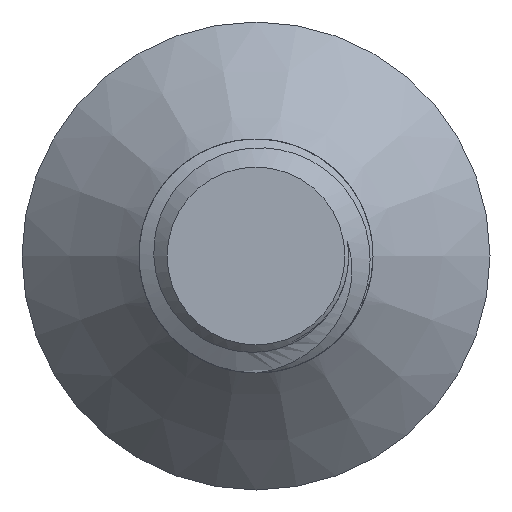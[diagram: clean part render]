
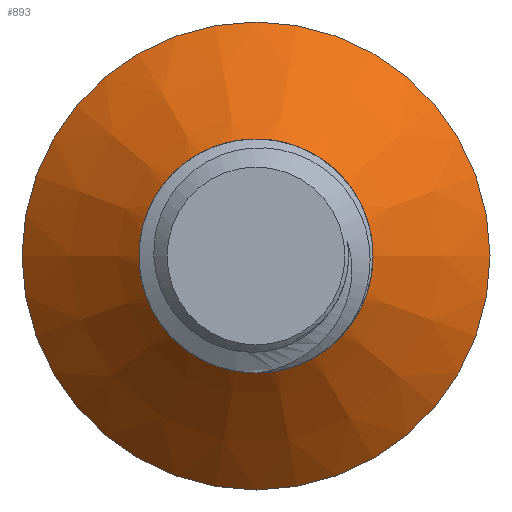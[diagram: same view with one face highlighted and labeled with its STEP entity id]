
A CAD part, left-side view. The second image highlights one B-rep face of the part: STEP entity #893.
In plain terms, the highlighted conical face has half-angle 45 degrees and reference radius 2.5 mm.
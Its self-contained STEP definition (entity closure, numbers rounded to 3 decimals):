
#38=CONICAL_SURFACE('',#964,2.5,0.785);
#77=FACE_OUTER_BOUND('',#130,.T.);
#130=EDGE_LOOP('',(#679,#680,#681,#682,#683,#684,#685,#686));
#152=CIRCLE('',#930,2.5);
#155=CIRCLE('',#965,5.);
#156=CIRCLE('',#966,1.98);
#227=B_SPLINE_CURVE_WITH_KNOTS('',3,(#3518,#3519,#3520,#3521,#3522,#3523,
#3524,#3525,#3526,#3527,#3528,#3529,#3530,#3531,#3532,#3533),
 .UNSPECIFIED.,.F.,.F.,(4,2,2,2,2,2,2,4),(1.168,1.282,
1.479,1.697,1.939,2.207,2.412,
2.573),.UNSPECIFIED.);
#228=B_SPLINE_CURVE_WITH_KNOTS('',3,(#3535,#3536,#3537,#3538,#3539,#3540,
#3541,#3542,#3543,#3544,#3545,#3546,#3547,#3548),.UNSPECIFIED.,.F.,.F.,
(4,2,2,2,2,2,4),(0.,0.034,0.058,0.103,
0.166,0.213,0.261),.UNSPECIFIED.);
#229=B_SPLINE_CURVE_WITH_KNOTS('',3,(#3551,#3552,#3553,#3554,#3555,#3556,
#3557,#3558,#3559,#3560,#3561,#3562,#3563,#3564,#3565,#3566,#3567,#3568,
#3569,#3570,#3571,#3572,#3573,#3574,#3575,#3576),.UNSPECIFIED.,.F.,.F.,
(4,2,2,2,2,2,2,2,2,2,2,2,4),(0.,0.046,0.09,
0.167,0.254,0.342,0.443,
0.548,0.668,0.8,0.945,
1.105,1.168),.UNSPECIFIED.);
#268=LINE('',#3517,#314);
#314=VECTOR('',#1103,2.5);
#331=VERTEX_POINT('',#1180);
#332=VERTEX_POINT('',#1215);
#397=VERTEX_POINT('',#3514);
#398=VERTEX_POINT('',#3516);
#399=VERTEX_POINT('',#3534);
#400=VERTEX_POINT('',#3549);
#418=EDGE_CURVE('',#332,#331,#152,.T.);
#513=EDGE_CURVE('',#397,#397,#155,.T.);
#514=EDGE_CURVE('',#397,#398,#268,.T.);
#515=EDGE_CURVE('',#398,#332,#227,.T.);
#516=EDGE_CURVE('',#331,#399,#228,.T.);
#517=EDGE_CURVE('',#399,#400,#156,.T.);
#518=EDGE_CURVE('',#400,#398,#229,.T.);
#679=ORIENTED_EDGE('',*,*,#513,.F.);
#680=ORIENTED_EDGE('',*,*,#514,.T.);
#681=ORIENTED_EDGE('',*,*,#515,.T.);
#682=ORIENTED_EDGE('',*,*,#418,.T.);
#683=ORIENTED_EDGE('',*,*,#516,.T.);
#684=ORIENTED_EDGE('',*,*,#517,.T.);
#685=ORIENTED_EDGE('',*,*,#518,.T.);
#686=ORIENTED_EDGE('',*,*,#514,.F.);
#893=ADVANCED_FACE('',(#77),#38,.T.);
#930=AXIS2_PLACEMENT_3D('',#1216,#1001,#1002);
#964=AXIS2_PLACEMENT_3D('',#3513,#1099,#1100);
#965=AXIS2_PLACEMENT_3D('',#3515,#1101,#1102);
#966=AXIS2_PLACEMENT_3D('',#3550,#1104,#1105);
#1001=DIRECTION('center_axis',(0.,0.,1.));
#1002=DIRECTION('ref_axis',(0.,-1.,0.));
#1099=DIRECTION('center_axis',(0.,0.,1.));
#1100=DIRECTION('ref_axis',(0.,-1.,0.));
#1101=DIRECTION('center_axis',(0.,0.,1.));
#1102=DIRECTION('ref_axis',(0.,-1.,0.));
#1103=DIRECTION('',(0.,-0.707,-0.707));
#1104=DIRECTION('center_axis',(0.,0.,1.));
#1105=DIRECTION('ref_axis',(1.,0.,0.));
#1180=CARTESIAN_POINT('',(0.,-2.5,-2.8));
#1215=CARTESIAN_POINT('',(-1.768,-1.768,-2.8));
#1216=CARTESIAN_POINT('Origin',(0.,0.,-2.8));
#3513=CARTESIAN_POINT('Origin',(0.,0.,-2.8));
#3514=CARTESIAN_POINT('',(0.,5.,-0.3));
#3515=CARTESIAN_POINT('Origin',(0.,0.,-0.3));
#3516=CARTESIAN_POINT('',(0.,2.31,-2.99));
#3517=CARTESIAN_POINT('',(0.,2.5,-2.8));
#3518=CARTESIAN_POINT('Ctrl Pts',(0.,2.31,
-2.99));
#3519=CARTESIAN_POINT('Ctrl Pts',(-0.199,2.316,-2.984));
#3520=CARTESIAN_POINT('Ctrl Pts',(-0.388,2.297,-2.977));
#3521=CARTESIAN_POINT('Ctrl Pts',(-0.86,2.197,-2.96));
#3522=CARTESIAN_POINT('Ctrl Pts',(-1.144,2.076,-2.949));
#3523=CARTESIAN_POINT('Ctrl Pts',(-1.676,1.713,-2.927));
#3524=CARTESIAN_POINT('Ctrl Pts',(-1.89,1.478,-2.917));
#3525=CARTESIAN_POINT('Ctrl Pts',(-2.217,0.979,-2.897));
#3526=CARTESIAN_POINT('Ctrl Pts',(-2.336,0.686,-2.886));
#3527=CARTESIAN_POINT('Ctrl Pts',(-2.46,0.035,
-2.864));
#3528=CARTESIAN_POINT('Ctrl Pts',(-2.446,-0.29,
-2.854));
#3529=CARTESIAN_POINT('Ctrl Pts',(-2.342,-0.793,-2.837));
#3530=CARTESIAN_POINT('Ctrl Pts',(-2.268,-1.004,-2.83));
#3531=CARTESIAN_POINT('Ctrl Pts',(-2.088,-1.356,-2.817));
#3532=CARTESIAN_POINT('Ctrl Pts',(-1.966,-1.557,-2.809));
#3533=CARTESIAN_POINT('Ctrl Pts',(-1.768,-1.768,-2.8));
#3534=CARTESIAN_POINT('',(-1.956,0.312,-3.32));
#3535=CARTESIAN_POINT('Ctrl Pts',(0.,-2.5,
-2.8));
#3536=CARTESIAN_POINT('Ctrl Pts',(-0.112,-2.487,
-2.813));
#3537=CARTESIAN_POINT('Ctrl Pts',(-0.318,-2.456,-2.837));
#3538=CARTESIAN_POINT('Ctrl Pts',(-0.734,-2.3,
-2.892));
#3539=CARTESIAN_POINT('Ctrl Pts',(-0.896,-2.217,
-2.915));
#3540=CARTESIAN_POINT('Ctrl Pts',(-1.34,-1.92,-2.985));
#3541=CARTESIAN_POINT('Ctrl Pts',(-1.531,-1.699,-3.021));
#3542=CARTESIAN_POINT('Ctrl Pts',(-1.796,-1.333,-3.079));
#3543=CARTESIAN_POINT('Ctrl Pts',(-1.909,-1.094,-3.115));
#3544=CARTESIAN_POINT('Ctrl Pts',(-2.026,-0.653,
-3.18));
#3545=CARTESIAN_POINT('Ctrl Pts',(-2.05,-0.459,-3.208));
#3546=CARTESIAN_POINT('Ctrl Pts',(-2.044,-0.064,
-3.264));
#3547=CARTESIAN_POINT('Ctrl Pts',(-2.015,0.127,-3.291));
#3548=CARTESIAN_POINT('Ctrl Pts',(-1.956,0.312,-3.32));
#3549=CARTESIAN_POINT('',(-1.603,-1.163,-3.32));
#3550=CARTESIAN_POINT('Origin',(0.,0.,-3.32));
#3551=CARTESIAN_POINT('Ctrl Pts',(-1.603,-1.163,-3.32));
#3552=CARTESIAN_POINT('Ctrl Pts',(-1.519,-1.289,-3.313));
#3553=CARTESIAN_POINT('Ctrl Pts',(-1.421,-1.405,-3.308));
#3554=CARTESIAN_POINT('Ctrl Pts',(-1.202,-1.61,-3.296));
#3555=CARTESIAN_POINT('Ctrl Pts',(-1.084,-1.7,-3.29));
#3556=CARTESIAN_POINT('Ctrl Pts',(-0.737,-1.905,
-3.273));
#3557=CARTESIAN_POINT('Ctrl Pts',(-0.496,-1.992,
-3.263));
#3558=CARTESIAN_POINT('Ctrl Pts',(0.039,-2.078,
-3.242));
#3559=CARTESIAN_POINT('Ctrl Pts',(0.317,-2.06,-3.232));
#3560=CARTESIAN_POINT('Ctrl Pts',(0.824,-1.937,-3.211));
#3561=CARTESIAN_POINT('Ctrl Pts',(1.066,-1.827,-3.201));
#3562=CARTESIAN_POINT('Ctrl Pts',(1.527,-1.502,-3.179));
#3563=CARTESIAN_POINT('Ctrl Pts',(1.717,-1.289,-3.169));
#3564=CARTESIAN_POINT('Ctrl Pts',(2.,-0.836,-3.149));
#3565=CARTESIAN_POINT('Ctrl Pts',(2.1,-0.581,-3.138));
#3566=CARTESIAN_POINT('Ctrl Pts',(2.206,-0.005,
-3.117));
#3567=CARTESIAN_POINT('Ctrl Pts',(2.19,0.29,-3.107));
#3568=CARTESIAN_POINT('Ctrl Pts',(2.072,0.832,-3.086));
#3569=CARTESIAN_POINT('Ctrl Pts',(1.955,1.1,-3.075));
#3570=CARTESIAN_POINT('Ctrl Pts',(1.609,1.6,-3.053));
#3571=CARTESIAN_POINT('Ctrl Pts',(1.387,1.8,-3.044));
#3572=CARTESIAN_POINT('Ctrl Pts',(0.911,2.108,-3.023));
#3573=CARTESIAN_POINT('Ctrl Pts',(0.632,2.219,-3.012));
#3574=CARTESIAN_POINT('Ctrl Pts',(0.224,2.294,-2.998));
#3575=CARTESIAN_POINT('Ctrl Pts',(0.11,2.306,-2.994));
#3576=CARTESIAN_POINT('Ctrl Pts',(0.,2.31,
-2.99));
